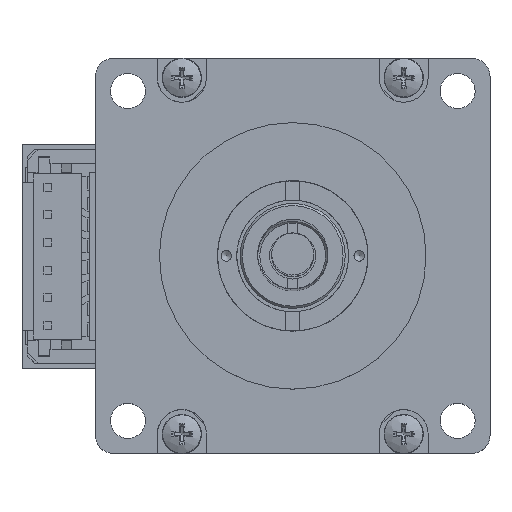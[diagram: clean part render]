
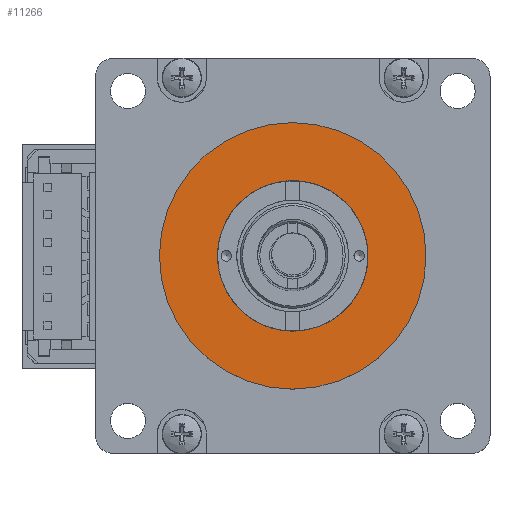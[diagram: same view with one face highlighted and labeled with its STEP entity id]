
A CAD part, top view. The second image highlights one B-rep face of the part: STEP entity #11266.
In plain terms, the highlighted planar face has unit normal (0, 0, 1).
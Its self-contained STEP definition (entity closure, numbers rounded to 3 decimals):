
#2491=FACE_BOUND('',#3422,.T.);
#2799=FACE_OUTER_BOUND('',#3421,.T.);
#3421=EDGE_LOOP('',(#8209));
#3422=EDGE_LOOP('',(#8210,#8211));
#4007=CIRCLE('',#12067,10.75);
#4008=CIRCLE('',#12068,10.75);
#4060=CIRCLE('',#12167,19.05);
#4652=VERTEX_POINT('',#17866);
#4653=VERTEX_POINT('',#17867);
#4758=VERTEX_POINT('',#18181);
#5871=EDGE_CURVE('',#4652,#4653,#4007,.T.);
#5872=EDGE_CURVE('',#4653,#4652,#4008,.T.);
#6033=EDGE_CURVE('',#4758,#4758,#4060,.T.);
#8209=ORIENTED_EDGE('',*,*,#6033,.T.);
#8210=ORIENTED_EDGE('',*,*,#5871,.T.);
#8211=ORIENTED_EDGE('',*,*,#5872,.T.);
#10163=PLANE('',#12168);
#11266=ADVANCED_FACE('',(#2799,#2491),#10163,.F.);
#12067=AXIS2_PLACEMENT_3D('',#17868,#13772,#13773);
#12068=AXIS2_PLACEMENT_3D('',#17869,#13774,#13775);
#12167=AXIS2_PLACEMENT_3D('',#18182,#14081,#14082);
#12168=AXIS2_PLACEMENT_3D('',#18184,#14084,#14085);
#13772=DIRECTION('center_axis',(0.,0.,-1.));
#13773=DIRECTION('ref_axis',(-1.,0.,0.));
#13774=DIRECTION('center_axis',(0.,0.,-1.));
#13775=DIRECTION('ref_axis',(-1.,0.,0.));
#14081=DIRECTION('center_axis',(0.,0.,1.));
#14082=DIRECTION('ref_axis',(1.,0.,0.));
#14084=DIRECTION('center_axis',(0.,0.,-1.));
#14085=DIRECTION('ref_axis',(1.,0.,0.));
#17866=CARTESIAN_POINT('',(-10.75,0.,40.4));
#17867=CARTESIAN_POINT('',(10.75,0.,40.4));
#17868=CARTESIAN_POINT('Origin',(0.,0.,40.4));
#17869=CARTESIAN_POINT('Origin',(0.,0.,40.4));
#18181=CARTESIAN_POINT('',(-19.05,0.,40.4));
#18182=CARTESIAN_POINT('Origin',(0.,0.,40.4));
#18184=CARTESIAN_POINT('Origin',(0.,0.,
40.4));
